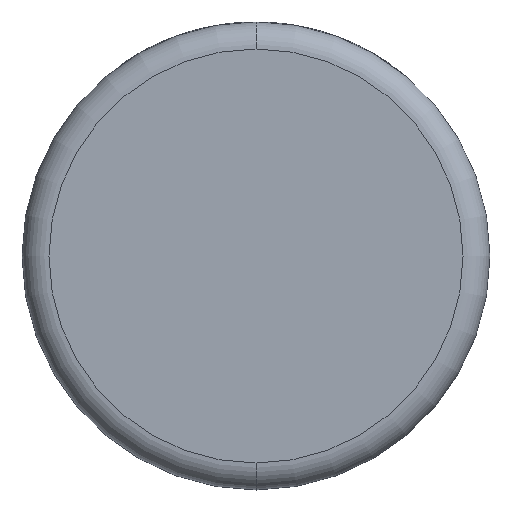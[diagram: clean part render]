
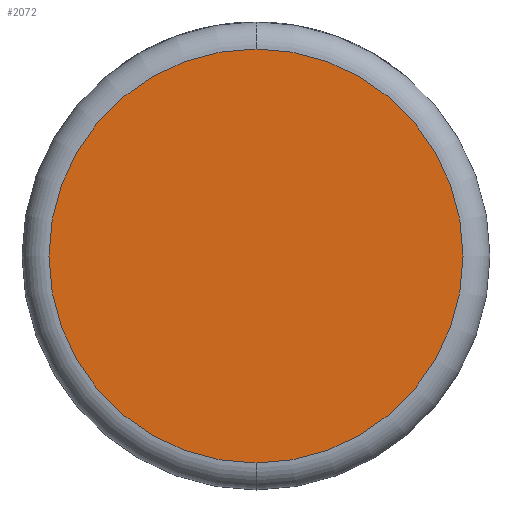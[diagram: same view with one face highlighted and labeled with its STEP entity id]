
A CAD part, front view. The second image highlights one B-rep face of the part: STEP entity #2072.
In plain terms, the highlighted planar face has unit normal (0, -1, 0).
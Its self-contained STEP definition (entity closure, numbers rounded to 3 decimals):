
#141 = CIRCLE ( 'NONE', #1300, 13.714 ) ;
#152 = CARTESIAN_POINT ( 'NONE',  ( 0., 0., 0. ) ) ;
#307 = DIRECTION ( 'NONE',  ( 0., -1., 0. ) ) ;
#1106 = EDGE_LOOP ( 'NONE', ( #2761, #1744 ) ) ;
#1300 = AXIS2_PLACEMENT_3D ( 'NONE', #2875, #307, #4706 ) ;
#1556 = VERTEX_POINT ( 'NONE', #3815 ) ;
#1744 = ORIENTED_EDGE ( 'NONE', *, *, #3804, .T. ) ;
#1951 = AXIS2_PLACEMENT_3D ( 'NONE', #2144, #4392, #3997 ) ;
#2072 = ADVANCED_FACE ( 'NONE', ( #2258 ), #3665, .F. ) ;
#2144 = CARTESIAN_POINT ( 'NONE',  ( 0., 0., 0. ) ) ;
#2258 = FACE_OUTER_BOUND ( 'NONE', #1106, .T. ) ;
#2391 = AXIS2_PLACEMENT_3D ( 'NONE', #152, #4217, #4551 ) ;
#2567 = CARTESIAN_POINT ( 'NONE',  ( 0., 0., 13.714 ) ) ;
#2761 = ORIENTED_EDGE ( 'NONE', *, *, #3956, .T. ) ;
#2875 = CARTESIAN_POINT ( 'NONE',  ( 0., 0., 0. ) ) ;
#3486 = CIRCLE ( 'NONE', #2391, 13.714 ) ;
#3665 = PLANE ( 'NONE',  #1951 ) ;
#3804 = EDGE_CURVE ( 'NONE', #1556, #4705, #141, .T. ) ;
#3815 = CARTESIAN_POINT ( 'NONE',  ( 0., 0., -13.714 ) ) ;
#3956 = EDGE_CURVE ( 'NONE', #4705, #1556, #3486, .T. ) ;
#3997 = DIRECTION ( 'NONE',  ( 0., 0., 1. ) ) ;
#4217 = DIRECTION ( 'NONE',  ( 0., -1., 0. ) ) ;
#4392 = DIRECTION ( 'NONE',  ( 0., 1., 0. ) ) ;
#4551 = DIRECTION ( 'NONE',  ( 0., 0., 1. ) ) ;
#4705 = VERTEX_POINT ( 'NONE', #2567 ) ;
#4706 = DIRECTION ( 'NONE',  ( 0., 0., 1. ) ) ;
